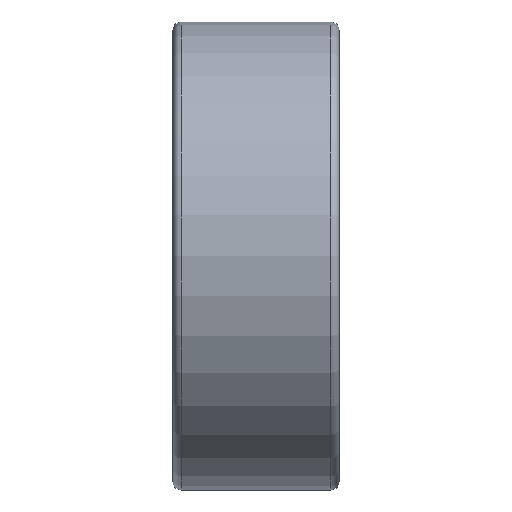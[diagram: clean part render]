
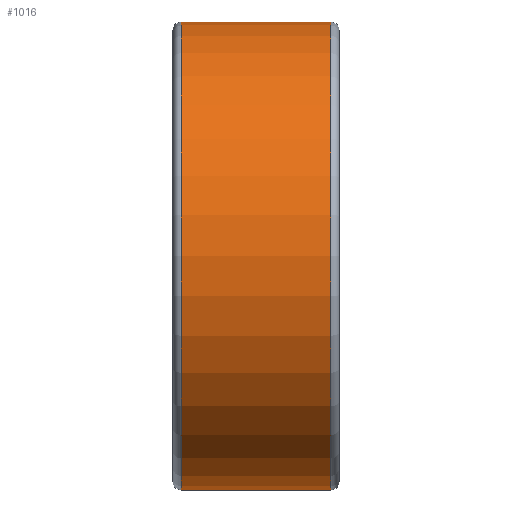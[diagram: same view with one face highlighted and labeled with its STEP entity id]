
A CAD part, top view. The second image highlights one B-rep face of the part: STEP entity #1016.
In plain terms, the highlighted cylindrical face has radius 3.505 mm (diameter 7.01 mm), a partial arc.
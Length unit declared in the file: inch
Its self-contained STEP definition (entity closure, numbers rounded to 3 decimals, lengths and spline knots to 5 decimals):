
#513=CARTESIAN_POINT('',(-0.0441,0.,0.));
#514=DIRECTION('',(1.,0.,0.));
#515=DIRECTION('',(0.,1.,0.));
#516=AXIS2_PLACEMENT_3D('',#513,#514,#515);
#518=CARTESIAN_POINT('',(0.0441,0.,0.));
#519=DIRECTION('',(1.,0.,0.));
#520=DIRECTION('',(0.,1.,0.));
#521=AXIS2_PLACEMENT_3D('',#518,#519,#520);
#523=DIRECTION('',(-1.,0.,0.));
#524=VECTOR('',#523,0.0882);
#525=CARTESIAN_POINT('',(0.0441,0.138,0.));
#526=LINE('',#525,#524);
#527=DIRECTION('',(-1.,0.,0.));
#528=VECTOR('',#527,0.0882);
#529=CARTESIAN_POINT('',(0.0441,-0.138,0.));
#530=LINE('',#529,#528);
#689=CARTESIAN_POINT('',(0.0441,0.138,0.));
#691=VERTEX_POINT('',#689);
#692=CARTESIAN_POINT('',(-0.0441,0.138,0.));
#693=VERTEX_POINT('',#692);
#701=CARTESIAN_POINT('',(0.0441,-0.138,0.));
#703=VERTEX_POINT('',#701);
#704=CARTESIAN_POINT('',(-0.0441,-0.138,0.));
#705=VERTEX_POINT('',#704);
#1002=CARTESIAN_POINT('',(-0.0539,0.,0.));
#1003=DIRECTION('',(1.,0.,0.));
#1004=DIRECTION('',(0.,-1.,0.));
#1005=AXIS2_PLACEMENT_3D('',#1002,#1003,#1004);
#1006=CYLINDRICAL_SURFACE('',#1005,0.138);
#1008=ORIENTED_EDGE('',*,*,#1007,.F.);
#1010=ORIENTED_EDGE('',*,*,#1009,.T.);
#1012=ORIENTED_EDGE('',*,*,#1011,.T.);
#1013=ORIENTED_EDGE('',*,*,#995,.F.);
#1014=EDGE_LOOP('',(#1008,#1010,#1012,#1013));
#1015=FACE_OUTER_BOUND('',#1014,.F.);
#517=CIRCLE('',#516,0.138);
#522=CIRCLE('',#521,0.138);
#995=EDGE_CURVE('',#693,#705,#517,.T.);
#1007=EDGE_CURVE('',#691,#693,#526,.T.);
#1009=EDGE_CURVE('',#691,#703,#522,.T.);
#1011=EDGE_CURVE('',#703,#705,#530,.T.);
#1016=ADVANCED_FACE('',(#1015),#1006,.T.);
